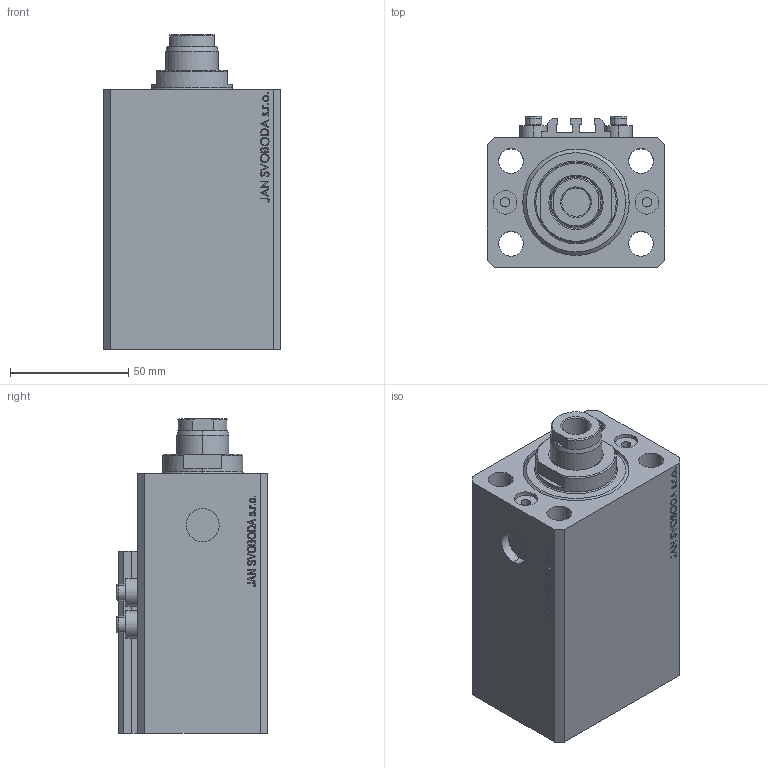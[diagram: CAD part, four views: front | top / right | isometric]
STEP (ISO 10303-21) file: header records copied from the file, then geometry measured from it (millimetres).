
FILE_DESCRIPTION (( 'STEP AP203' ), '1' );
FILE_NAME ('fbeb.STEP', '2020-10-09T00:05:41', ( '' ), ( '' ), 'SwSTEP 2.0', 'SolidWorks 2019', '' );
FILE_SCHEMA (( 'CONFIG_CONTROL_DESIGN' ));
Length unit declared in the file: millimetre
Products named in the file (5): fbeb; V250CE_C ded4da4f27f82e8b2a1094fbb8dbbf39; V250CE_C_vnitrni cast pro vysunuti ded4da4f27f82e8b2a1094fbb8dbbf39; V250CE_C_VCP ded4da4f27f82e8b2a1094fbb8dbbf39; ALLEN BOLT V250CE ded4da4f27f82e8b2a1094fbb8dbbf39
Assembly tree (7 placements, depth 2):
  fbeb
    V250CE_C ded4da4f27f82e8b2a1094fbb8dbbf39
    V250CE_C_vnitrni cast pro vysunuti ded4da4f27f82e8b2a1094fbb8dbbf39
    ALLEN BOLT V250CE ded4da4f27f82e8b2a1094fbb8dbbf39  x4
    V250CE_C_VCP ded4da4f27f82e8b2a1094fbb8dbbf39
Bounding box: 75 x 64 x 133 mm (x, y, z)
Volume: 413355.2 mm3; surface area: 90444.4 mm2
Topology: 8 solids, 8 shells, 1023 faces, 2569 edges, 1684 vertices
Faces by surface type: plane 501, bspline 374, cylinder 82, cone 56, torus 10
Entity records: 46801 total; most frequent: CARTESIAN_POINT 25705, ORIENTED_EDGE 4832, DIRECTION 2980, EDGE_CURVE 2416, VERTEX_POINT 1600, LINE 1474, VECTOR 1474, EDGE_LOOP 1070
